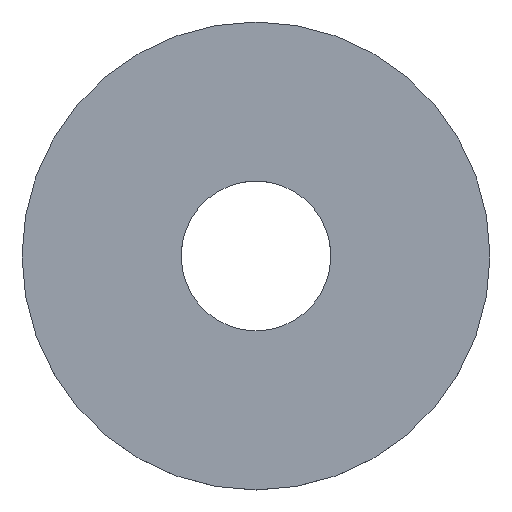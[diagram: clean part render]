
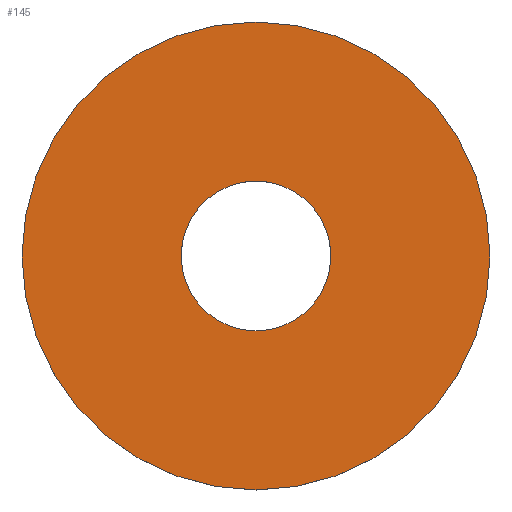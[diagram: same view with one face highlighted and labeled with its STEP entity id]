
A CAD part, top view. The second image highlights one B-rep face of the part: STEP entity #145.
In plain terms, the highlighted planar face has unit normal (0, 0, 1).
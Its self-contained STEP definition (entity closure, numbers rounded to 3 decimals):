
#3 = CARTESIAN_POINT ( 'NONE',  ( 0., 0., 1.2 ) ) ;
#6 = EDGE_CURVE ( 'NONE', #160, #160, #60, .T. ) ;
#17 = FACE_OUTER_BOUND ( 'NONE', #43, .T. ) ;
#42 = CARTESIAN_POINT ( 'NONE',  ( 0., 12.5, 1.2 ) ) ;
#43 = EDGE_LOOP ( 'NONE', ( #70 ) ) ;
#46 = FACE_BOUND ( 'NONE', #136, .T. ) ;
#53 = CARTESIAN_POINT ( 'NONE',  ( 0., 4., 1.2 ) ) ;
#60 = CIRCLE ( 'NONE', #87, 12.5 ) ;
#65 = ORIENTED_EDGE ( 'NONE', *, *, #88, .T. ) ;
#70 = ORIENTED_EDGE ( 'NONE', *, *, #6, .F. ) ;
#71 = AXIS2_PLACEMENT_3D ( 'NONE', #148, #82, #151 ) ;
#73 = PLANE ( 'NONE',  #129 ) ;
#81 = VERTEX_POINT ( 'NONE', #53 ) ;
#82 = DIRECTION ( 'NONE',  ( 0., 0., -1. ) ) ;
#87 = AXIS2_PLACEMENT_3D ( 'NONE', #3, #109, #150 ) ;
#88 = EDGE_CURVE ( 'NONE', #81, #81, #142, .T. ) ;
#97 = CARTESIAN_POINT ( 'NONE',  ( 0., 4., 1.2 ) ) ;
#109 = DIRECTION ( 'NONE',  ( 0., 0., -1. ) ) ;
#126 = DIRECTION ( 'NONE',  ( 0., -1., 0. ) ) ;
#129 = AXIS2_PLACEMENT_3D ( 'NONE', #97, #137, #126 ) ;
#136 = EDGE_LOOP ( 'NONE', ( #65 ) ) ;
#137 = DIRECTION ( 'NONE',  ( 0., 0., 1. ) ) ;
#142 = CIRCLE ( 'NONE', #71, 4. ) ;
#145 = ADVANCED_FACE ( 'NONE', ( #46, #17 ), #73, .T. ) ;
#148 = CARTESIAN_POINT ( 'NONE',  ( 0., 0., 1.2 ) ) ;
#150 = DIRECTION ( 'NONE',  ( 0., 1., 0. ) ) ;
#151 = DIRECTION ( 'NONE',  ( 0., 1., 0. ) ) ;
#160 = VERTEX_POINT ( 'NONE', #42 ) ;
